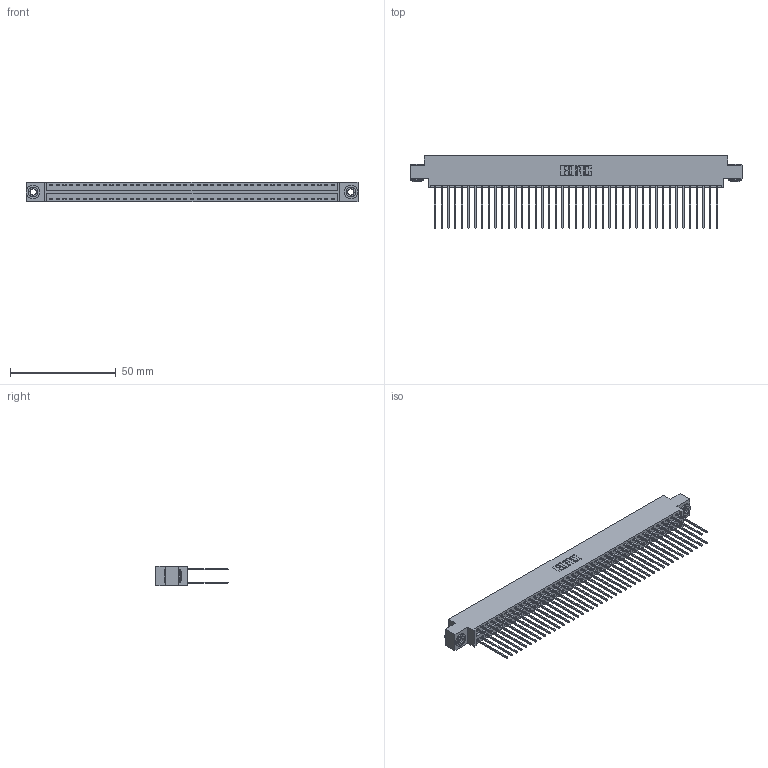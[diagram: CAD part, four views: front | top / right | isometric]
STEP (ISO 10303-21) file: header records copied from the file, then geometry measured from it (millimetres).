
FILE_DESCRIPTION (( 'STEP AP203' ), '1' );
FILE_NAME ('346-086-541-803.STEP', '2018-08-29T22:52:10', ( '' ), ( '' ), 'SwSTEP 2.0', 'SolidWorks 2016', '' );
FILE_SCHEMA (( 'CONFIG_CONTROL_DESIGN' ));
Length unit declared in the file: inch
Products named in the file (4): 346 Part_0.170 Offset - 0.156 Dia-TH; 345-292-001_345-293-141; 345-250-002_345-250-002-102; 346-086-541-803
Assembly tree (89 placements, depth 2):
  346-086-541-803
    346 Part_0.170 Offset - 0.156 Dia-TH
    345-292-001_345-293-141  x86
    345-250-002_345-250-002-102  x2
Bounding box: 157.1 x 34.29 x 9.4 mm (x, y, z)
Volume: 15685 mm3; surface area: 24335.9 mm2
Topology: 89 solids, 89 shells, 4636 faces, 13747 edges, 9046 vertices
Faces by surface type: plane 3100, cylinder 1528, cone 8
Entity records: 28728 total; most frequent: CARTESIAN_POINT 4711, ORIENTED_EDGE 4638, DIRECTION 4233, EDGE_CURVE 2319, LINE 1991, VECTOR 1991, VERTEX_POINT 1542, AXIS2_PLACEMENT_3D 1121
